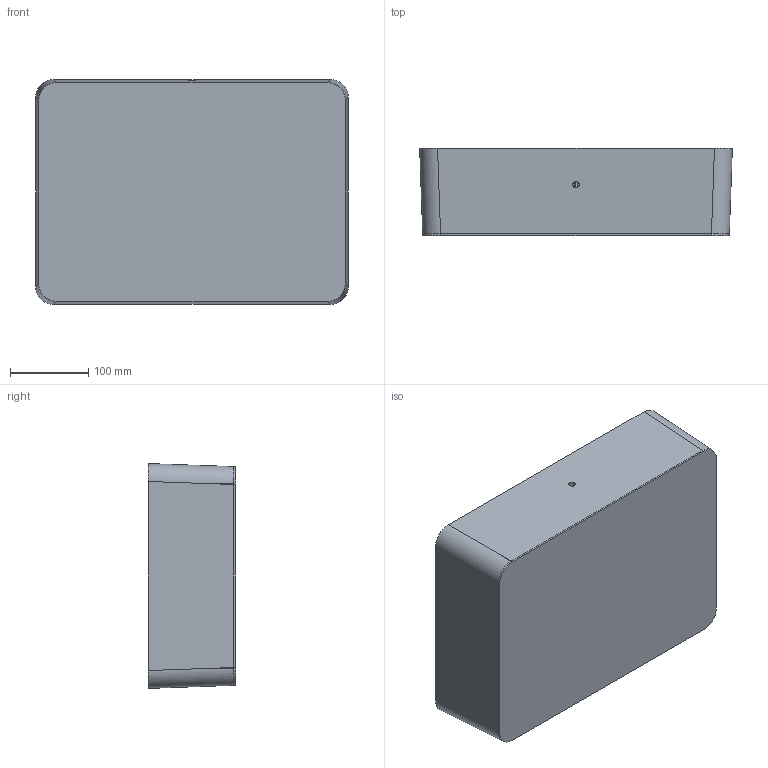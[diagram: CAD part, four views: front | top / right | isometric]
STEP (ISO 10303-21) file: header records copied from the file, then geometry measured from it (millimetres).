
FILE_DESCRIPTION (( 'STEP AP214' ), '1' );
FILE_NAME ('1452-931B-CLR .STEP', '2016-03-30T23:23:52', ( '' ), ( '' ), 'SwSTEP 2.0', 'SolidWorks 2016', '' );
FILE_SCHEMA (( 'AUTOMOTIVE_DESIGN' ));
Length unit declared in the file: inch
Products named in the file (1): 1452-931B-CLR 
Bounding box: 399.29 x 111.76 x 287.02 mm (x, y, z)
Volume: 2113472.5 mm3; surface area: 744459.1 mm2
Topology: 2 solids, 2 shells, 552 faces, 1411 edges, 864 vertices
Faces by surface type: cylinder 232, bspline 159, plane 98, torus 51, sphere 12
Entity records: 22863 total; most frequent: CARTESIAN_POINT 11515, ORIENTED_EDGE 2798, DIRECTION 1853, EDGE_CURVE 1399, VERTEX_POINT 864, AXIS2_PLACEMENT_3D 706, EDGE_LOOP 569, ADVANCED_FACE 552
